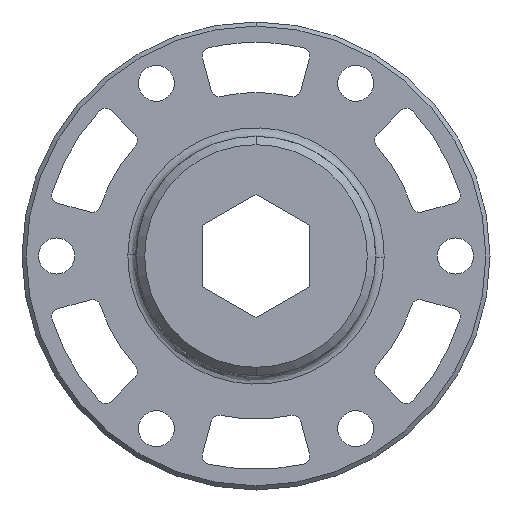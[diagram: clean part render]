
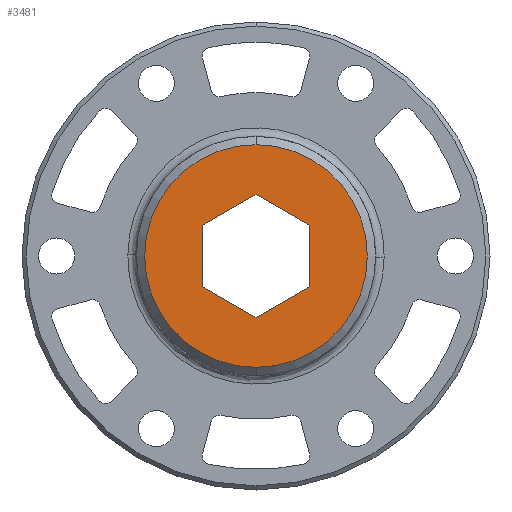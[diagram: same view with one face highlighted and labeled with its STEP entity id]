
A CAD part, left-side view. The second image highlights one B-rep face of the part: STEP entity #3481.
In plain terms, the highlighted planar face has unit normal (-1, 0, 0).
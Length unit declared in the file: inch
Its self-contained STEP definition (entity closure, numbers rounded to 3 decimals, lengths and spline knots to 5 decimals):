
#230 = ORIENTED_EDGE ( 'NONE', *, *, #2751, .T. ) ;
#231 = ORIENTED_EDGE ( 'NONE', *, *, #2753, .T. ) ;
#232 = ORIENTED_EDGE ( 'NONE', *, *, #2742, .T. ) ;
#233 = ORIENTED_EDGE ( 'NONE', *, *, #2745, .T. ) ;
#234 = ORIENTED_EDGE ( 'NONE', *, *, #2747, .T. ) ;
#235 = ORIENTED_EDGE ( 'NONE', *, *, #2749, .T. ) ;
#236 = ORIENTED_EDGE ( 'NONE', *, *, #2712, .F. ) ;
#237 = ORIENTED_EDGE ( 'NONE', *, *, #2755, .F. ) ;
#390 = VERTEX_POINT ( 'NONE', #2516 ) ;
#427 = EDGE_LOOP ( 'NONE', ( #236, #237 ) ) ;
#557 = VERTEX_POINT ( 'NONE', #2449 ) ;
#570 = VERTEX_POINT ( 'NONE', #2432 ) ;
#591 = VERTEX_POINT ( 'NONE', #2409 ) ;
#633 = VERTEX_POINT ( 'NONE', #2362 ) ;
#645 = VERTEX_POINT ( 'NONE', #2350 ) ;
#710 = EDGE_LOOP ( 'NONE', ( #230, #231, #232, #233, #234, #235 ) ) ;
#978 = VERTEX_POINT ( 'NONE', #2348 ) ;
#984 = VERTEX_POINT ( 'NONE', #2339 ) ;
#1221 = DIRECTION ( 'NONE',  ( 0., 0., 1. ) ) ;
#1222 = DIRECTION ( 'NONE',  ( -1., 0., 0. ) ) ;
#1224 = PLANE ( 'NONE',  #3365 ) ;
#1230 = CARTESIAN_POINT ( 'NONE',  ( 0., 0., 0. ) ) ;
#1373 = DIRECTION ( 'NONE',  ( 0., 0., -1. ) ) ;
#1374 = DIRECTION ( 'NONE',  ( 1., 0., 0. ) ) ;
#1375 = CARTESIAN_POINT ( 'NONE',  ( 0., 0., 0. ) ) ;
#1379 = DIRECTION ( 'NONE',  ( 0., 0.866, -0.5 ) ) ;
#1382 = DIRECTION ( 'NONE',  ( 0., 0., -1. ) ) ;
#1385 = DIRECTION ( 'NONE',  ( 0., -0.866, -0.5 ) ) ;
#1387 = CARTESIAN_POINT ( 'NONE',  ( 0., -0.2505, -0.14463 ) ) ;
#1389 = DIRECTION ( 'NONE',  ( 0., -0.866, 0.5 ) ) ;
#1391 = CARTESIAN_POINT ( 'NONE',  ( 0., -0.2505, 0. ) ) ;
#1393 = DIRECTION ( 'NONE',  ( 0., 0., 1. ) ) ;
#1394 = CARTESIAN_POINT ( 'NONE',  ( 0., 0.2505, 0. ) ) ;
#1396 = CARTESIAN_POINT ( 'NONE',  ( 0., 0., 0.28925 ) ) ;
#1398 = CARTESIAN_POINT ( 'NONE',  ( 0., 0.2505, 0.14463 ) ) ;
#1413 = CARTESIAN_POINT ( 'NONE',  ( 0., 0., -0.28925 ) ) ;
#1418 = DIRECTION ( 'NONE',  ( 0., 0.866, 0.5 ) ) ;
#1470 = DIRECTION ( 'NONE',  ( 0., 0., -1. ) ) ;
#1471 = DIRECTION ( 'NONE',  ( 1., 0., 0. ) ) ;
#1472 = CARTESIAN_POINT ( 'NONE',  ( 0., 0., 0. ) ) ;
#2339 = CARTESIAN_POINT ( 'NONE',  ( 0., -0.2505, 0.14463 ) ) ;
#2348 = CARTESIAN_POINT ( 'NONE',  ( 0., 0., -0.52343 ) ) ;
#2350 = CARTESIAN_POINT ( 'NONE',  ( 0., 0., 0.52343 ) ) ;
#2362 = CARTESIAN_POINT ( 'NONE',  ( 0., 0., -0.28925 ) ) ;
#2409 = CARTESIAN_POINT ( 'NONE',  ( 0., -0.2505, -0.14463 ) ) ;
#2432 = CARTESIAN_POINT ( 'NONE',  ( 0., 0.2505, 0.14463 ) ) ;
#2449 = CARTESIAN_POINT ( 'NONE',  ( 0., 0.2505, -0.14463 ) ) ;
#2516 = CARTESIAN_POINT ( 'NONE',  ( 0., 0., 0.28925 ) ) ;
#2712 = EDGE_CURVE ( 'NONE', #978, #645, #3086, .T. ) ;
#2742 = EDGE_CURVE ( 'NONE', #633, #557, #3034, .T. ) ;
#2745 = EDGE_CURVE ( 'NONE', #557, #570, #3029, .T. ) ;
#2747 = EDGE_CURVE ( 'NONE', #570, #390, #3031, .T. ) ;
#2749 = EDGE_CURVE ( 'NONE', #390, #984, #3025, .T. ) ;
#2751 = EDGE_CURVE ( 'NONE', #984, #591, #3021, .T. ) ;
#2753 = EDGE_CURVE ( 'NONE', #591, #633, #3017, .T. ) ;
#2755 = EDGE_CURVE ( 'NONE', #645, #978, #3009, .T. ) ;
#2937 = FACE_BOUND ( 'NONE', #710, .T. ) ;
#2946 = FACE_OUTER_BOUND ( 'NONE', #427, .T. ) ;
#3009 = CIRCLE ( 'NONE', #3347, 0.52343 ) ;
#3010 = VECTOR ( 'NONE', #1379, 39.37008 ) ;
#3014 = VECTOR ( 'NONE', #1382, 39.37008 ) ;
#3017 = LINE ( 'NONE', #1387, #3010 ) ;
#3018 = VECTOR ( 'NONE', #1385, 39.37008 ) ;
#3021 = LINE ( 'NONE', #1391, #3014 ) ;
#3022 = VECTOR ( 'NONE', #1389, 39.37008 ) ;
#3025 = LINE ( 'NONE', #1396, #3018 ) ;
#3026 = VECTOR ( 'NONE', #1393, 39.37008 ) ;
#3029 = LINE ( 'NONE', #1394, #3026 ) ;
#3031 = LINE ( 'NONE', #1398, #3022 ) ;
#3032 = VECTOR ( 'NONE', #1418, 39.37008 ) ;
#3034 = LINE ( 'NONE', #1413, #3032 ) ;
#3086 = CIRCLE ( 'NONE', #3394, 0.52343 ) ;
#3347 = AXIS2_PLACEMENT_3D ( 'NONE', #1375, #1374, #1373 ) ;
#3365 = AXIS2_PLACEMENT_3D ( 'NONE', #1230, #1222, #1221 ) ;
#3394 = AXIS2_PLACEMENT_3D ( 'NONE', #1472, #1471, #1470 ) ;
#3481 = ADVANCED_FACE ( 'NONE', ( #2937, #2946 ), #1224, .T. ) ;
